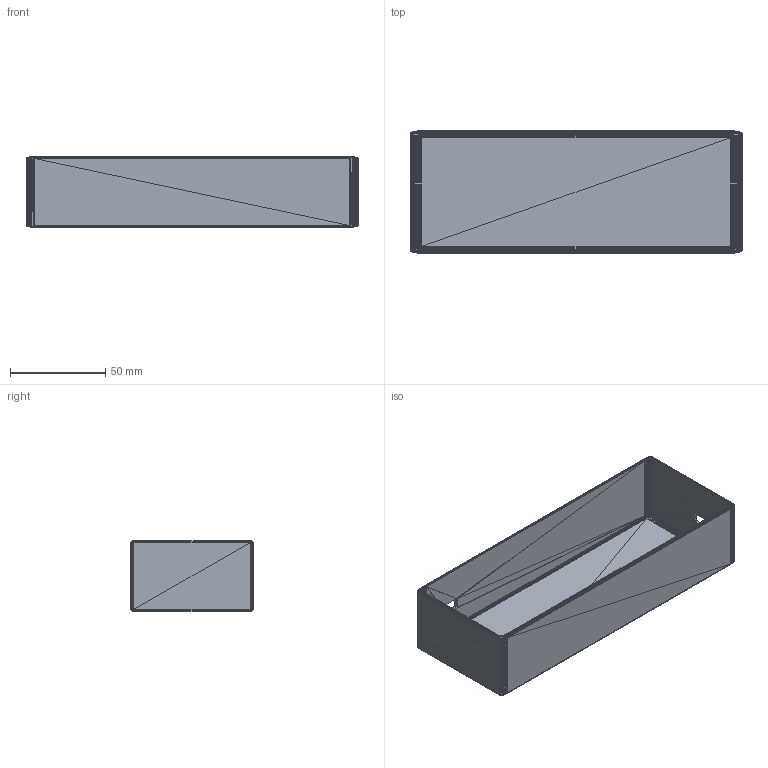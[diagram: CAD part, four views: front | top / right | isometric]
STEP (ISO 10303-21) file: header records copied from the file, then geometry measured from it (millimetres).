
FILE_DESCRIPTION((''),'2;1');
FILE_NAME('Swanky Tumelo (2)', '2026-01-02T12:02:31', (''), (''), 'ImageToStl.com STEP Converter','', '');
FILE_SCHEMA(('AUTOMOTIVE_DESIGN_CC2'));
Length unit declared in the file: metre
Products named in the file (1): product0
Bounding box: 174 x 64 x 37 mm (x, y, z)
Surface area: 55264.6 mm2 (no closed solid volume)
Topology: 0 solids, 3140 shells, 3140 faces, 9420 edges, 1568 vertices
Faces by surface type: plane 3140
Entity records: 72244 total; most frequent: DIRECTION 15702, ORIENTED_EDGE 9420, EDGE_CURVE 9420, LINE 9420, VECTOR 9420, AXIS2_PLACEMENT_3D 3141, FACE_SURFACE 3140, PLANE 3140
